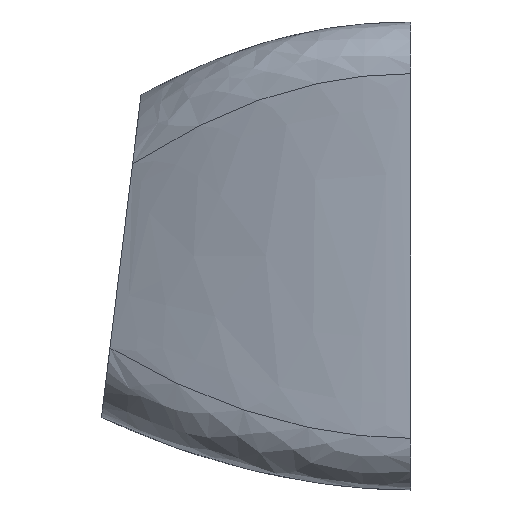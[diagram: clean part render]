
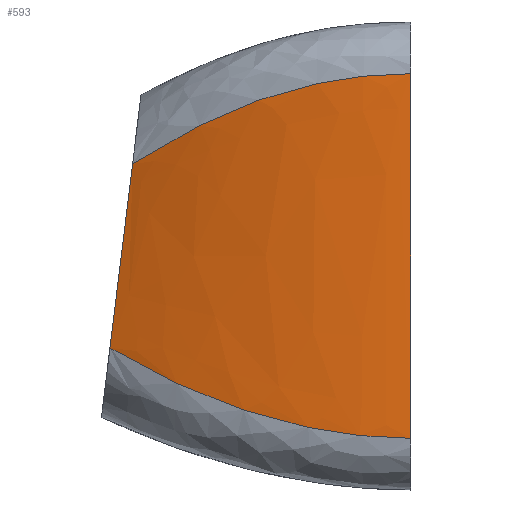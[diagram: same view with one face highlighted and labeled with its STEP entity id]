
A CAD part, left-side view. The second image highlights one B-rep face of the part: STEP entity #593.
In plain terms, the highlighted free-form (B-spline) face has degree [3, 3] with [4, 4] control points.
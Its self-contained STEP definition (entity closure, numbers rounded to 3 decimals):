
#22=LINE('',#1326,#67);
#27=LINE('',#1347,#72);
#67=VECTOR('',#667,10.);
#72=VECTOR('',#684,10.);
#133=B_SPLINE_SURFACE_WITH_KNOTS('',3,3,((#1467,#1468,#1469,#1470),(#1471,
#1472,#1473,#1474),(#1475,#1476,#1477,#1478),(#1479,#1480,#1481,#1482)),
 .UNSPECIFIED.,.F.,.F.,.F.,(4,4),(4,4),(0.,1.),(0.,1.),.UNSPECIFIED.);
#152=FACE_OUTER_BOUND('',#188,.T.);
#188=EDGE_LOOP('',(#469,#470,#471,#472));
#237=B_SPLINE_CURVE_WITH_KNOTS('',3,(#1463,#1464,#1465,#1466),
 .UNSPECIFIED.,.F.,.F.,(4,4),(0.,1.),.UNSPECIFIED.);
#238=B_SPLINE_CURVE_WITH_KNOTS('',3,(#1483,#1484,#1485,#1486),
 .UNSPECIFIED.,.F.,.F.,(4,4),(0.,1.),.UNSPECIFIED.);
#259=VERTEX_POINT('',#1323);
#260=VERTEX_POINT('',#1325);
#269=VERTEX_POINT('',#1344);
#270=VERTEX_POINT('',#1346);
#325=EDGE_CURVE('',#260,#259,#22,.T.);
#335=EDGE_CURVE('',#269,#270,#27,.T.);
#343=EDGE_CURVE('',#269,#260,#237,.T.);
#344=EDGE_CURVE('',#270,#259,#238,.T.);
#469=ORIENTED_EDGE('',*,*,#335,.F.);
#470=ORIENTED_EDGE('',*,*,#343,.T.);
#471=ORIENTED_EDGE('',*,*,#325,.T.);
#472=ORIENTED_EDGE('',*,*,#344,.F.);
#593=ADVANCED_FACE('',(#152),#133,.F.);
#667=DIRECTION('',(0.,0.,1.));
#684=DIRECTION('',(0.,-0.122,0.993));
#1323=CARTESIAN_POINT('',(0.,0.,16.1));
#1325=CARTESIAN_POINT('',(0.,0.,2.));
#1326=CARTESIAN_POINT('',(0.,0.,16.1));
#1344=CARTESIAN_POINT('',(2.7,11.625,5.494));
#1346=CARTESIAN_POINT('',(2.7,10.752,12.606));
#1347=CARTESIAN_POINT('',(2.7,10.752,12.606));
#1463=CARTESIAN_POINT('Ctrl Pts',(2.7,11.625,5.494));
#1464=CARTESIAN_POINT('Ctrl Pts',(0.9,7.75,3.165));
#1465=CARTESIAN_POINT('Ctrl Pts',(0.,3.73,
2.));
#1466=CARTESIAN_POINT('Ctrl Pts',(0.,0.,
2.));
#1467=CARTESIAN_POINT('Ctrl Pts',(2.7,11.625,5.494));
#1468=CARTESIAN_POINT('Ctrl Pts',(0.9,7.75,3.165));
#1469=CARTESIAN_POINT('Ctrl Pts',(0.,3.73,
2.));
#1470=CARTESIAN_POINT('Ctrl Pts',(0.,0.,
2.));
#1471=CARTESIAN_POINT('Ctrl Pts',(2.7,11.453,6.897));
#1472=CARTESIAN_POINT('Ctrl Pts',(0.939,7.635,4.8));
#1473=CARTESIAN_POINT('Ctrl Pts',(0.,3.73,
3.047));
#1474=CARTESIAN_POINT('Ctrl Pts',(0.,0.,
3.047));
#1475=CARTESIAN_POINT('Ctrl Pts',(2.7,10.924,11.203));
#1476=CARTESIAN_POINT('Ctrl Pts',(0.939,7.283,13.3));
#1477=CARTESIAN_POINT('Ctrl Pts',(0.,3.73,
15.053));
#1478=CARTESIAN_POINT('Ctrl Pts',(0.,0.,
15.053));
#1479=CARTESIAN_POINT('Ctrl Pts',(2.7,10.752,12.606));
#1480=CARTESIAN_POINT('Ctrl Pts',(0.9,7.168,14.935));
#1481=CARTESIAN_POINT('Ctrl Pts',(0.,3.73,
16.1));
#1482=CARTESIAN_POINT('Ctrl Pts',(0.,0.,
16.1));
#1483=CARTESIAN_POINT('Ctrl Pts',(2.7,10.752,12.606));
#1484=CARTESIAN_POINT('Ctrl Pts',(0.9,7.168,14.935));
#1485=CARTESIAN_POINT('Ctrl Pts',(0.,3.73,16.1));
#1486=CARTESIAN_POINT('Ctrl Pts',(0.,0.,16.1));
